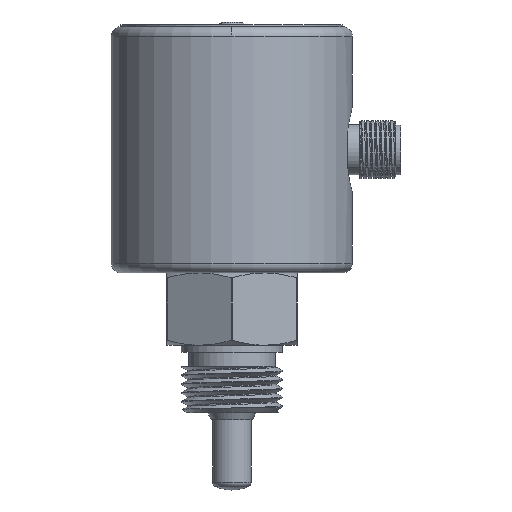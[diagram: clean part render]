
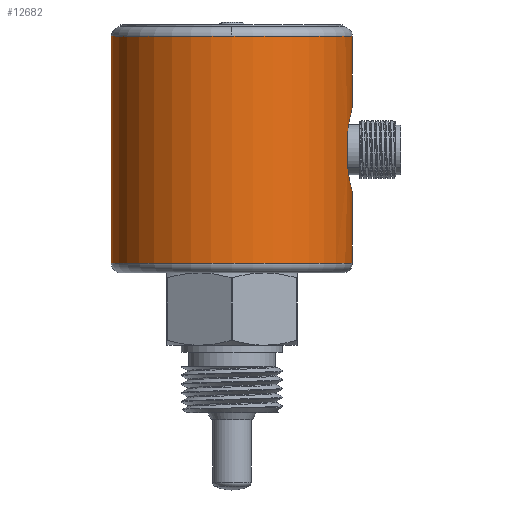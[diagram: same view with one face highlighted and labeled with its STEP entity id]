
A CAD part, front view. The second image highlights one B-rep face of the part: STEP entity #12682.
In plain terms, the highlighted cylindrical face has radius 25 mm (diameter 50 mm), a partial arc.
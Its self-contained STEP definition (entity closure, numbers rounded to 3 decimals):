
#355 = VERTEX_POINT ( 'NONE', #553 ) ;
#543 = CARTESIAN_POINT ( 'NONE',  ( 0., 0., 48.9 ) ) ;
#553 = CARTESIAN_POINT ( 'NONE',  ( 25., 0., 1.9 ) ) ;
#726 = ORIENTED_EDGE ( 'NONE', *, *, #10075, .T. ) ;
#777 = DIRECTION ( 'NONE',  ( 0., 1., 0. ) ) ;
#879 = EDGE_CURVE ( 'NONE', #1233, #355, #4083, .T. ) ;
#1233 = VERTEX_POINT ( 'NONE', #5408 ) ;
#1255 = ORIENTED_EDGE ( 'NONE', *, *, #6078, .T. ) ;
#1357 = CARTESIAN_POINT ( 'NONE',  ( 24.929, -1.884, 16.678 ) ) ;
#1484 = CARTESIAN_POINT ( 'NONE',  ( 25., 0., 34.4 ) ) ;
#1660 = CARTESIAN_POINT ( 'NONE',  ( 24.658, -4.119, 17.784 ) ) ;
#1730 = CARTESIAN_POINT ( 'NONE',  ( 24.181, -6.381, 20.035 ) ) ;
#1827 = CIRCLE ( 'NONE', #12935, 25. ) ;
#1932 = VERTEX_POINT ( 'NONE', #10212 ) ;
#2114 = CARTESIAN_POINT ( 'NONE',  ( 25., 0., 48.9 ) ) ;
#2173 = AXIS2_PLACEMENT_3D ( 'NONE', #4338, #6686, #777 ) ;
#2396 = CARTESIAN_POINT ( 'NONE',  ( 24.496, -4.996, 32.278 ) ) ;
#2462 = CYLINDRICAL_SURFACE ( 'NONE', #8356, 25. ) ;
#2629 = AXIS2_PLACEMENT_3D ( 'NONE', #11962, #8408, #4999 ) ;
#2714 = EDGE_LOOP ( 'NONE', ( #6402, #7881, #6733, #726, #11671, #14463, #4459, #1255, #4991 ) ) ;
#2830 = DIRECTION ( 'NONE',  ( 0., 0., -1. ) ) ;
#2854 = LINE ( 'NONE', #14319, #7363 ) ;
#2863 = EDGE_CURVE ( 'NONE', #4316, #5718, #7558, .T. ) ;
#2907 = DIRECTION ( 'NONE',  ( 0., 1., 0. ) ) ;
#3001 = CARTESIAN_POINT ( 'NONE',  ( 0., -25., 48.9 ) ) ;
#3163 = VECTOR ( 'NONE', #4818, 1000. ) ;
#3239 = LINE ( 'NONE', #13441, #4330 ) ;
#3427 = VERTEX_POINT ( 'NONE', #5675 ) ;
#3627 = CARTESIAN_POINT ( 'NONE',  ( 25., -0.758, 34.4 ) ) ;
#3722 = CARTESIAN_POINT ( 'NONE',  ( 24.722, -3.723, 17.509 ) ) ;
#3764 = CARTESIAN_POINT ( 'NONE',  ( 0., 0., 47.9 ) ) ;
#3779 = CARTESIAN_POINT ( 'NONE',  ( 24.194, -6.313, 30.689 ) ) ;
#3856 = CARTESIAN_POINT ( 'NONE',  ( 24.617, -4.36, 32.833 ) ) ;
#3871 = LINE ( 'NONE', #11533, #13059 ) ;
#4083 = CIRCLE ( 'NONE', #2629, 25. ) ;
#4316 = VERTEX_POINT ( 'NONE', #10701 ) ;
#4330 = VECTOR ( 'NONE', #11489, 1000. ) ;
#4338 = CARTESIAN_POINT ( 'NONE',  ( 0., 0., 48.9 ) ) ;
#4459 = ORIENTED_EDGE ( 'NONE', *, *, #2863, .T. ) ;
#4667 = CARTESIAN_POINT ( 'NONE',  ( 24.413, -5.39, 31.878 ) ) ;
#4735 = CARTESIAN_POINT ( 'NONE',  ( 24., -7., 21.527 ) ) ;
#4752 = CARTESIAN_POINT ( 'NONE',  ( 24.577, -4.578, 32.655 ) ) ;
#4818 = DIRECTION ( 'NONE',  ( 0., 0., -1. ) ) ;
#4847 = CARTESIAN_POINT ( 'NONE',  ( 24.865, -2.623, 16.931 ) ) ;
#4977 = CARTESIAN_POINT ( 'NONE',  ( 24., -7., 29.273 ) ) ;
#4991 = ORIENTED_EDGE ( 'NONE', *, *, #8541, .T. ) ;
#4999 = DIRECTION ( 'NONE',  ( 1., 0., 0. ) ) ;
#5408 = CARTESIAN_POINT ( 'NONE',  ( -25., 0., 1.9 ) ) ;
#5452 = B_SPLINE_CURVE_WITH_KNOTS ( 'NONE', 3,
 ( #4977, #5955, #3779, #9610, #4667, #2396, #14176, #8390, #4752, #10668, #3856, #11799, #8465, #13056, #9291, #10594, #9376, #7020, #13942, #3627, #8239 ),
 .UNSPECIFIED., .F., .F.,
 ( 4, 2, 2, 2, 2, 2, 2, 1, 2, 2, 4 ),
 ( 0., 0.125, 0.188, 0.219, 0.235, 0.251, 0.313, 0.345, 0.36, 0.376, 0.501 ),
 .UNSPECIFIED. ) ;
#5675 = CARTESIAN_POINT ( 'NONE',  ( -25., 0., 48.9 ) ) ;
#5718 = VERTEX_POINT ( 'NONE', #4735 ) ;
#5955 = CARTESIAN_POINT ( 'NONE',  ( 24.09, -6.692, 30.016 ) ) ;
#5973 = CARTESIAN_POINT ( 'NONE',  ( 24.914, -2.071, 16.736 ) ) ;
#6078 = EDGE_CURVE ( 'NONE', #5718, #1932, #3239, .T. ) ;
#6402 = ORIENTED_EDGE ( 'NONE', *, *, #11344, .F. ) ;
#6686 = DIRECTION ( 'NONE',  ( 0., 0., -1. ) ) ;
#6733 = ORIENTED_EDGE ( 'NONE', *, *, #8145, .T. ) ;
#6960 = CARTESIAN_POINT ( 'NONE',  ( 25., 0., 16.4 ) ) ;
#7020 = CARTESIAN_POINT ( 'NONE',  ( 24.888, -2.361, 33.962 ) ) ;
#7115 = CARTESIAN_POINT ( 'NONE',  ( 25., -0.377, 16.4 ) ) ;
#7363 = VECTOR ( 'NONE', #7623, 1000. ) ;
#7558 = B_SPLINE_CURVE_WITH_KNOTS ( 'NONE', 3,
 ( #6960, #7115, #11740, #14944, #9229, #1357, #5973, #13806, #4847, #14040, #9308, #3722, #8561, #1660, #14195, #14272, #1730, #12925 ),
 .UNSPECIFIED., .F., .F.,
 ( 4, 2, 1, 2, 2, 2, 1, 2, 2, 4 ),
 ( 0.501, 0.563, 0.595, 0.61, 0.626, 0.688, 0.719, 0.735, 0.751, 1. ),
 .UNSPECIFIED. ) ;
#7623 = DIRECTION ( 'NONE',  ( 0., 0., -1. ) ) ;
#7881 = ORIENTED_EDGE ( 'NONE', *, *, #13087, .T. ) ;
#8145 = EDGE_CURVE ( 'NONE', #13765, #3427, #8732, .T. ) ;
#8238 = EDGE_CURVE ( 'NONE', #4316, #355, #3871, .T. ) ;
#8239 = CARTESIAN_POINT ( 'NONE',  ( 25., 0., 34.4 ) ) ;
#8302 = DIRECTION ( 'NONE',  ( 0., 0., -1. ) ) ;
#8356 = AXIS2_PLACEMENT_3D ( 'NONE', #3764, #8302, #13044 ) ;
#8390 = CARTESIAN_POINT ( 'NONE',  ( 24.564, -4.649, 32.594 ) ) ;
#8408 = DIRECTION ( 'NONE',  ( 0., 0., 1. ) ) ;
#8465 = CARTESIAN_POINT ( 'NONE',  ( 24.734, -3.655, 33.339 ) ) ;
#8541 = EDGE_CURVE ( 'NONE', #1932, #11230, #5452, .T. ) ;
#8561 = CARTESIAN_POINT ( 'NONE',  ( 24.684, -3.962, 17.672 ) ) ;
#8732 = CIRCLE ( 'NONE', #2173, 25. ) ;
#9229 = CARTESIAN_POINT ( 'NONE',  ( 24.95, -1.602, 16.596 ) ) ;
#9291 = CARTESIAN_POINT ( 'NONE',  ( 24.833, -2.894, 33.743 ) ) ;
#9308 = CARTESIAN_POINT ( 'NONE',  ( 24.758, -3.476, 17.362 ) ) ;
#9376 = CARTESIAN_POINT ( 'NONE',  ( 24.88, -2.449, 33.928 ) ) ;
#9610 = CARTESIAN_POINT ( 'NONE',  ( 24.358, -5.634, 31.594 ) ) ;
#10075 = EDGE_CURVE ( 'NONE', #3427, #1233, #11715, .T. ) ;
#10212 = CARTESIAN_POINT ( 'NONE',  ( 24., -7., 29.273 ) ) ;
#10314 = DIRECTION ( 'NONE',  ( 0., 0., -1. ) ) ;
#10594 = CARTESIAN_POINT ( 'NONE',  ( 24.862, -2.628, 33.856 ) ) ;
#10668 = CARTESIAN_POINT ( 'NONE',  ( 24.604, -4.432, 32.775 ) ) ;
#10701 = CARTESIAN_POINT ( 'NONE',  ( 25., 0., 16.4 ) ) ;
#10728 = FACE_OUTER_BOUND ( 'NONE', #2714, .T. ) ;
#11230 = VERTEX_POINT ( 'NONE', #1484 ) ;
#11344 = EDGE_CURVE ( 'NONE', #13360, #11230, #2854, .T. ) ;
#11489 = DIRECTION ( 'NONE',  ( 0., 0., 1. ) ) ;
#11533 = CARTESIAN_POINT ( 'NONE',  ( 25., 0., 47.9 ) ) ;
#11671 = ORIENTED_EDGE ( 'NONE', *, *, #879, .T. ) ;
#11715 = LINE ( 'NONE', #12892, #3163 ) ;
#11740 = CARTESIAN_POINT ( 'NONE',  ( 24.991, -0.755, 16.433 ) ) ;
#11799 = CARTESIAN_POINT ( 'NONE',  ( 24.684, -3.977, 33.129 ) ) ;
#11962 = CARTESIAN_POINT ( 'NONE',  ( 0., 0., 1.9 ) ) ;
#12682 = ADVANCED_FACE ( 'NONE', ( #10728 ), #2462, .T. ) ;
#12892 = CARTESIAN_POINT ( 'NONE',  ( -25., 0., 47.9 ) ) ;
#12925 = CARTESIAN_POINT ( 'NONE',  ( 24., -7., 21.527 ) ) ;
#12935 = AXIS2_PLACEMENT_3D ( 'NONE', #543, #2830, #2907 ) ;
#13044 = DIRECTION ( 'NONE',  ( -1., 0., 0. ) ) ;
#13056 = CARTESIAN_POINT ( 'NONE',  ( 24.801, -3.151, 33.615 ) ) ;
#13059 = VECTOR ( 'NONE', #10314, 1000. ) ;
#13087 = EDGE_CURVE ( 'NONE', #13360, #13765, #1827, .T. ) ;
#13360 = VERTEX_POINT ( 'NONE', #2114 ) ;
#13441 = CARTESIAN_POINT ( 'NONE',  ( 24., -7., 47.9 ) ) ;
#13765 = VERTEX_POINT ( 'NONE', #3001 ) ;
#13806 = CARTESIAN_POINT ( 'NONE',  ( 24.906, -2.168, 16.769 ) ) ;
#13942 = CARTESIAN_POINT ( 'NONE',  ( 24.966, -1.514, 34.265 ) ) ;
#14040 = CARTESIAN_POINT ( 'NONE',  ( 24.825, -2.973, 17.087 ) ) ;
#14176 = CARTESIAN_POINT ( 'NONE',  ( 24.523, -4.86, 32.407 ) ) ;
#14195 = CARTESIAN_POINT ( 'NONE',  ( 24.645, -4.198, 17.842 ) ) ;
#14272 = CARTESIAN_POINT ( 'NONE',  ( 24.423, -5.478, 18.826 ) ) ;
#14319 = CARTESIAN_POINT ( 'NONE',  ( 25., 0., 47.9 ) ) ;
#14463 = ORIENTED_EDGE ( 'NONE', *, *, #8238, .F. ) ;
#14944 = CARTESIAN_POINT ( 'NONE',  ( 24.966, -1.319, 16.534 ) ) ;
